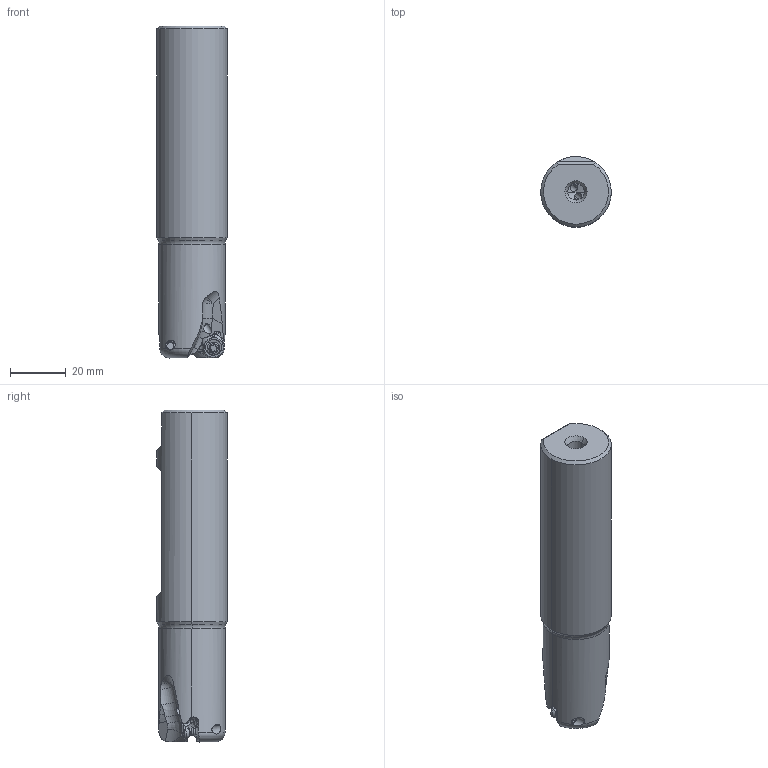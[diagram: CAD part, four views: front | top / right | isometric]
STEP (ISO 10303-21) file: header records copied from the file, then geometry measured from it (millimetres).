
FILE_DESCRIPTION(/* description */ (''),/* implementation_level */ '2;1');
FILE_NAME(/* name */ 'WWX200UR1602FA16S.stp',/* time_stamp */ '2022-11-25T16:42:55+09:00',/* author */ (''),/* organization */ (''),/* preprocessor_version */ 'ST-DEVELOPER v16',/* originating_system */ 'SIEMENS PLM Software NX 10.0',/* authorisation */ '');
FILE_SCHEMA (('AUTOMOTIVE_DESIGN { 1 0 10303 214 3 1 1 1 }'));
Length unit declared in the file: millimetre
Products named in the file (1): WWX200UR1602FA16S_ASM
Bounding box: 25.4 x 25.4 x 119.46 mm (x, y, z)
Volume: 51143.2 mm3; surface area: 12489.2 mm2
Topology: 3 solids, 3 shells, 257 faces, 740 edges, 476 vertices
Faces by surface type: cylinder 88, plane 66, sphere 32, bspline 32, cone 17, extrusion 12, torus 10
Entity records: 15230 total; most frequent: CARTESIAN_POINT 8873, ORIENTED_EDGE 1436, DIRECTION 1155, EDGE_CURVE 718, AXIS2_PLACEMENT_3D 485, VERTEX_POINT 471, B_SPLINE_CURVE_WITH_KNOTS 301, EDGE_LOOP 269
